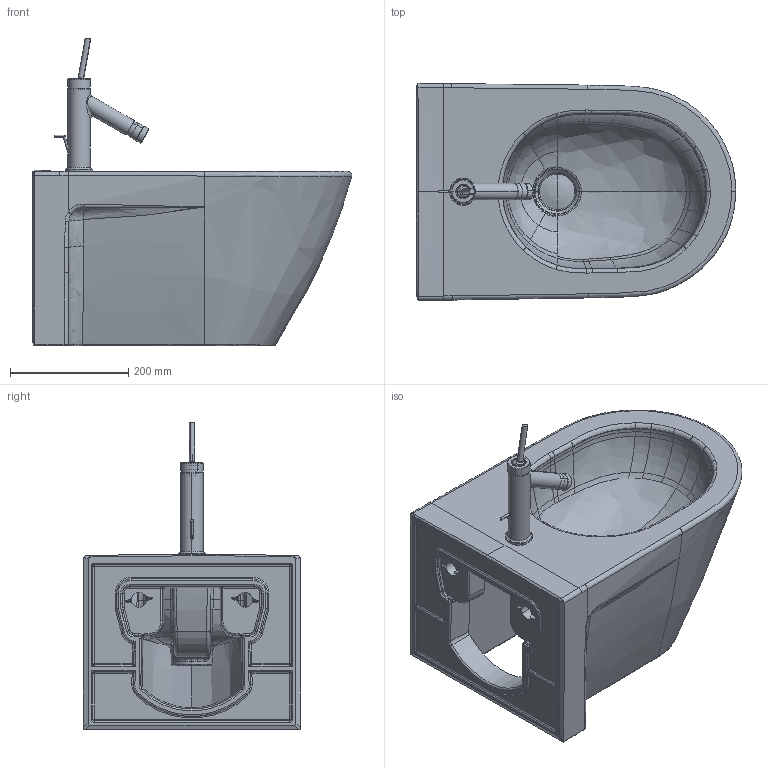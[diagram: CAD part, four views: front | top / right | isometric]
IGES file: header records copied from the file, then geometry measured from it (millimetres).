
Global section: file name: No Iges File Name specified; native system: Autodesk Inventor 2011; preprocessor: AutoDesk Inventor Iges Exporter R2011; author: Administrator; date: 20120410.142925; units: millimetre
Bounding box: 540.39 x 367.32 x 520.5 mm (x, y, z)
Volume: 21877505.5 mm3; surface area: 1134049.5 mm2
Topology: 11 solids, 11 shells, 1226 faces, 3129 edges, 1885 vertices
Faces by surface type: bspline 399, revolution 295, plane 261, cylinder 185, torus 72, cone 10, sphere 4
